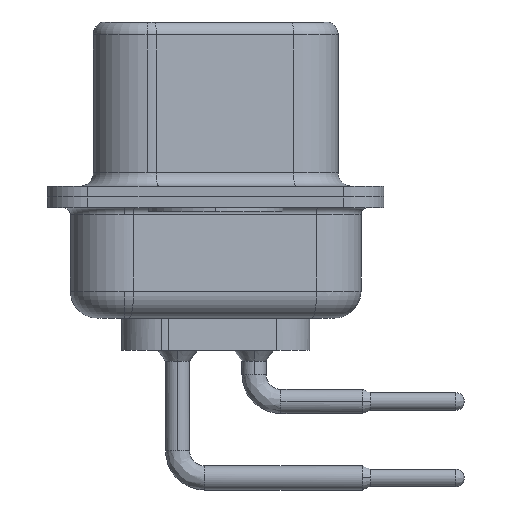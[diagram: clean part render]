
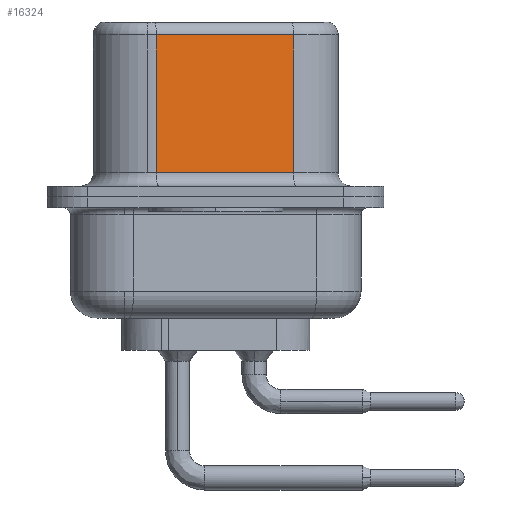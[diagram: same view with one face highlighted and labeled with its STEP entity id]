
A CAD part, left-side view. The second image highlights one B-rep face of the part: STEP entity #16324.
In plain terms, the highlighted planar face has unit normal (-0.985, -0.174, 0).
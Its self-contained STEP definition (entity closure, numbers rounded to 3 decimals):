
#1412 = VERTEX_POINT ( 'NONE', #9131 ) ;
#1658 = LINE ( 'NONE', #3693, #12437 ) ;
#2006 = EDGE_CURVE ( 'NONE', #6314, #16376, #1658, .T. ) ;
#2457 = FACE_OUTER_BOUND ( 'NONE', #5122, .T. ) ;
#2919 = VECTOR ( 'NONE', #14089, 1000. ) ;
#3007 = DIRECTION ( 'NONE',  ( 0., 0., -1. ) ) ;
#3280 = ORIENTED_EDGE ( 'NONE', *, *, #4902, .T. ) ;
#3563 = DIRECTION ( 'NONE',  ( 0.174, -0.985, 0. ) ) ;
#3615 = CARTESIAN_POINT ( 'NONE',  ( 4.58, -2.897, 6.52 ) ) ;
#3617 = CARTESIAN_POINT ( 'NONE',  ( 3.68, 2.203, 6.02 ) ) ;
#3693 = CARTESIAN_POINT ( 'NONE',  ( 4.58, -2.897, 0.9 ) ) ;
#4220 = VERTEX_POINT ( 'NONE', #3617 ) ;
#4902 = EDGE_CURVE ( 'NONE', #1412, #4220, #10127, .T. ) ;
#4907 = DIRECTION ( 'NONE',  ( -0.174, 0.985, 0. ) ) ;
#5122 = EDGE_LOOP ( 'NONE', ( #15752, #3280, #13623, #11537 ) ) ;
#6314 = VERTEX_POINT ( 'NONE', #14936 ) ;
#6343 = CARTESIAN_POINT ( 'NONE',  ( 4.58, -2.897, 0.9 ) ) ;
#6879 = LINE ( 'NONE', #9122, #10353 ) ;
#7599 = PLANE ( 'NONE',  #17539 ) ;
#8806 = LINE ( 'NONE', #11091, #16499 ) ;
#9122 = CARTESIAN_POINT ( 'NONE',  ( 4.58, -2.897, 6.52 ) ) ;
#9131 = CARTESIAN_POINT ( 'NONE',  ( 4.58, -2.897, 6.02 ) ) ;
#10127 = LINE ( 'NONE', #17112, #2919 ) ;
#10353 = VECTOR ( 'NONE', #13365, 1000. ) ;
#11091 = CARTESIAN_POINT ( 'NONE',  ( 3.68, 2.203, 6.52 ) ) ;
#11537 = ORIENTED_EDGE ( 'NONE', *, *, #2006, .T. ) ;
#12199 = EDGE_CURVE ( 'NONE', #1412, #16376, #6879, .T. ) ;
#12437 = VECTOR ( 'NONE', #3563, 1000. ) ;
#13117 = DIRECTION ( 'NONE',  ( 0.985, 0.174, 0. ) ) ;
#13365 = DIRECTION ( 'NONE',  ( 0., 0., -1. ) ) ;
#13623 = ORIENTED_EDGE ( 'NONE', *, *, #15470, .T. ) ;
#14089 = DIRECTION ( 'NONE',  ( -0.174, 0.985, 0. ) ) ;
#14936 = CARTESIAN_POINT ( 'NONE',  ( 3.68, 2.203, 0.9 ) ) ;
#15470 = EDGE_CURVE ( 'NONE', #4220, #6314, #8806, .T. ) ;
#15752 = ORIENTED_EDGE ( 'NONE', *, *, #12199, .F. ) ;
#16324 = ADVANCED_FACE ( 'NONE', ( #2457 ), #7599, .F. ) ;
#16376 = VERTEX_POINT ( 'NONE', #6343 ) ;
#16499 = VECTOR ( 'NONE', #3007, 1000. ) ;
#17112 = CARTESIAN_POINT ( 'NONE',  ( 4.58, -2.897, 6.02 ) ) ;
#17539 = AXIS2_PLACEMENT_3D ( 'NONE', #3615, #13117, #4907 ) ;
